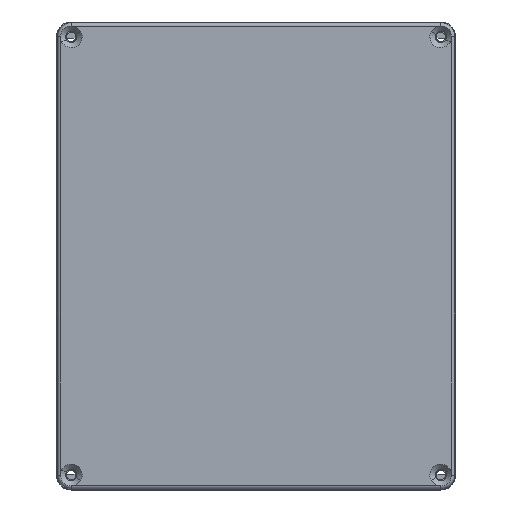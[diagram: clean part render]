
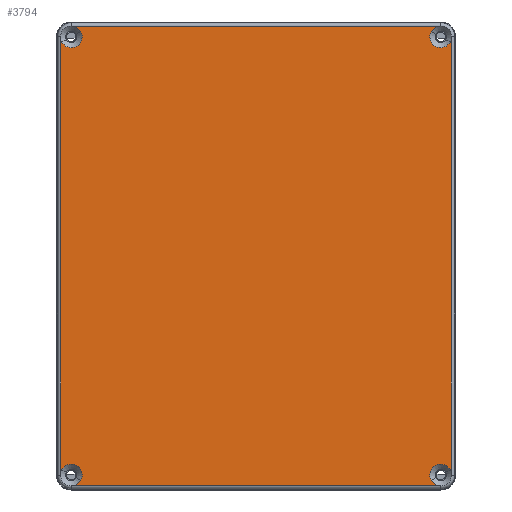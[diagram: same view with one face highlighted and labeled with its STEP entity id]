
A CAD part, top view. The second image highlights one B-rep face of the part: STEP entity #3794.
In plain terms, the highlighted planar face has unit normal (0, 0, 1).
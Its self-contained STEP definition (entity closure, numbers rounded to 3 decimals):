
#674=CARTESIAN_POINT('',(-98.285,123.645,116.875));
#680=CARTESIAN_POINT('',(98.285,123.645,116.875));
#687=DIRECTION('',(1.,0.,0.));
#688=VECTOR('',#687,196.569);
#689=CARTESIAN_POINT('',(-98.285,123.645,116.875));
#690=LINE('',#689,#688);
#709=CARTESIAN_POINT('',(-99.4,117.901,116.875));
#710=DIRECTION('',(0.,0.,1.));
#711=DIRECTION('',(0.878,0.479,0.));
#712=AXIS2_PLACEMENT_3D('',#709,#710,#711);
#714=CARTESIAN_POINT('',(99.4,117.901,116.875));
#715=DIRECTION('',(0.,0.,1.));
#716=DIRECTION('',(-0.191,0.982,0.));
#717=AXIS2_PLACEMENT_3D('',#714,#715,#716);
#719=CARTESIAN_POINT('',(99.4,117.901,116.875));
#720=DIRECTION('',(0.,0.,1.));
#721=DIRECTION('',(-0.878,0.479,0.));
#722=AXIS2_PLACEMENT_3D('',#719,#720,#721);
#724=CARTESIAN_POINT('',(99.4,117.901,116.875));
#725=DIRECTION('',(0.,0.,1.));
#726=DIRECTION('',(0.878,-0.479,0.));
#727=AXIS2_PLACEMENT_3D('',#724,#725,#726);
#729=CARTESIAN_POINT('',(99.4,-117.901,116.875));
#730=DIRECTION('',(0.,0.,1.));
#731=DIRECTION('',(0.982,0.189,0.));
#732=AXIS2_PLACEMENT_3D('',#729,#730,#731);
#734=CARTESIAN_POINT('',(99.4,-117.901,116.875));
#735=DIRECTION('',(0.,0.,1.));
#736=DIRECTION('',(0.878,0.479,0.));
#737=AXIS2_PLACEMENT_3D('',#734,#735,#736);
#739=CARTESIAN_POINT('',(99.4,-117.901,116.875));
#740=DIRECTION('',(0.,0.,1.));
#741=DIRECTION('',(-0.878,-0.479,0.));
#742=AXIS2_PLACEMENT_3D('',#739,#740,#741);
#744=CARTESIAN_POINT('',(-99.4,-117.901,116.875));
#745=DIRECTION('',(0.,0.,1.));
#746=DIRECTION('',(0.191,-0.982,0.));
#747=AXIS2_PLACEMENT_3D('',#744,#745,#746);
#749=CARTESIAN_POINT('',(-99.4,-117.901,116.875));
#750=DIRECTION('',(0.,0.,1.));
#751=DIRECTION('',(0.878,-0.479,0.));
#752=AXIS2_PLACEMENT_3D('',#749,#750,#751);
#754=CARTESIAN_POINT('',(-99.4,-117.901,116.875));
#755=DIRECTION('',(0.,0.,1.));
#756=DIRECTION('',(-0.878,0.479,0.));
#757=AXIS2_PLACEMENT_3D('',#754,#755,#756);
#759=CARTESIAN_POINT('',(-99.4,117.901,116.875));
#760=DIRECTION('',(0.,0.,1.));
#761=DIRECTION('',(-0.982,-0.189,0.));
#762=AXIS2_PLACEMENT_3D('',#759,#760,#761);
#764=CARTESIAN_POINT('',(-99.4,117.901,116.875));
#765=DIRECTION('',(0.,0.,1.));
#766=DIRECTION('',(-0.878,-0.479,0.));
#767=AXIS2_PLACEMENT_3D('',#764,#765,#766);
#851=CARTESIAN_POINT('',(105.145,-116.793,116.875));
#858=DIRECTION('',(0.,-1.,0.));
#859=VECTOR('',#858,233.586);
#860=CARTESIAN_POINT('',(105.145,116.793,116.875));
#861=LINE('',#860,#859);
#867=CARTESIAN_POINT('',(105.145,116.793,116.875));
#955=CARTESIAN_POINT('',(-98.285,-123.645,116.875));
#962=DIRECTION('',(-1.,0.,0.));
#963=VECTOR('',#962,196.569);
#964=CARTESIAN_POINT('',(98.285,-123.645,116.875));
#965=LINE('',#964,#963);
#971=CARTESIAN_POINT('',(98.285,-123.645,116.875));
#1059=CARTESIAN_POINT('',(-105.145,116.793,116.875));
#1066=DIRECTION('',(0.,1.,0.));
#1067=VECTOR('',#1066,233.586);
#1068=CARTESIAN_POINT('',(-105.145,-116.793,
116.875));
#1069=LINE('',#1068,#1067);
#1075=CARTESIAN_POINT('',(-105.145,-116.793,
116.875));
#2730=VERTEX_POINT('',#674);
#2731=VERTEX_POINT('',#1059);
#2733=CARTESIAN_POINT('',(-104.535,115.096,116.875));
#2734=CARTESIAN_POINT('',(-94.265,120.707,116.875));
#2735=VERTEX_POINT('',#2733);
#2736=VERTEX_POINT('',#2734);
#2737=VERTEX_POINT('',#955);
#2741=VERTEX_POINT('',#1075);
#2742=CARTESIAN_POINT('',(-94.265,-120.707,
116.875));
#2743=CARTESIAN_POINT('',(-104.535,-115.096,
116.875));
#2744=VERTEX_POINT('',#2742);
#2745=VERTEX_POINT('',#2743);
#2746=VERTEX_POINT('',#851);
#2750=VERTEX_POINT('',#971);
#2751=CARTESIAN_POINT('',(104.535,-115.096,116.875));
#2752=VERTEX_POINT('',#2751);
#2753=CARTESIAN_POINT('',(94.265,-120.707,116.875));
#2754=VERTEX_POINT('',#2753);
#2755=VERTEX_POINT('',#680);
#2759=VERTEX_POINT('',#867);
#2760=CARTESIAN_POINT('',(94.265,120.707,116.875));
#2761=CARTESIAN_POINT('',(104.535,115.096,116.875));
#2762=VERTEX_POINT('',#2760);
#2763=VERTEX_POINT('',#2761);
#3759=CARTESIAN_POINT('',(0.,0.,
116.875));
#3760=DIRECTION('',(0.,0.,-1.));
#3761=DIRECTION('',(0.,-1.,0.));
#3762=AXIS2_PLACEMENT_3D('',#3759,#3760,#3761);
#3763=PLANE('',#3762);
#3764=ORIENTED_EDGE('',*,*,#3736,.T.);
#3765=ORIENTED_EDGE('',*,*,#3717,.T.);
#3767=ORIENTED_EDGE('',*,*,#3766,.T.);
#3769=ORIENTED_EDGE('',*,*,#3768,.T.);
#3771=ORIENTED_EDGE('',*,*,#3770,.T.);
#3773=ORIENTED_EDGE('',*,*,#3772,.T.);
#3775=ORIENTED_EDGE('',*,*,#3774,.T.);
#3777=ORIENTED_EDGE('',*,*,#3776,.T.);
#3779=ORIENTED_EDGE('',*,*,#3778,.T.);
#3781=ORIENTED_EDGE('',*,*,#3780,.T.);
#3783=ORIENTED_EDGE('',*,*,#3782,.T.);
#3785=ORIENTED_EDGE('',*,*,#3784,.T.);
#3787=ORIENTED_EDGE('',*,*,#3786,.T.);
#3789=ORIENTED_EDGE('',*,*,#3788,.T.);
#3790=ORIENTED_EDGE('',*,*,#3729,.T.);
#3791=ORIENTED_EDGE('',*,*,#3751,.T.);
#3792=EDGE_LOOP('',(#3764,#3765,#3767,#3769,#3771,#3773,#3775,#3777,#3779,#3781,
#3783,#3785,#3787,#3789,#3790,#3791));
#3793=FACE_OUTER_BOUND('',#3792,.F.);
#3794=ADVANCED_FACE('',(#3793),#3763,.F.);
#713=CIRCLE('',#712,5.851);
#718=CIRCLE('',#717,5.851);
#723=CIRCLE('',#722,5.851);
#728=CIRCLE('',#727,5.851);
#733=CIRCLE('',#732,5.851);
#738=CIRCLE('',#737,5.851);
#743=CIRCLE('',#742,5.851);
#748=CIRCLE('',#747,5.851);
#753=CIRCLE('',#752,5.851);
#758=CIRCLE('',#757,5.851);
#763=CIRCLE('',#762,5.851);
#768=CIRCLE('',#767,5.851);
#3717=EDGE_CURVE('',#2730,#2755,#690,.T.);
#3729=EDGE_CURVE('',#2731,#2735,#763,.T.);
#3736=EDGE_CURVE('',#2736,#2730,#713,.T.);
#3751=EDGE_CURVE('',#2735,#2736,#768,.T.);
#3766=EDGE_CURVE('',#2755,#2762,#718,.T.);
#3768=EDGE_CURVE('',#2762,#2763,#723,.T.);
#3770=EDGE_CURVE('',#2763,#2759,#728,.T.);
#3772=EDGE_CURVE('',#2759,#2746,#861,.T.);
#3774=EDGE_CURVE('',#2746,#2752,#733,.T.);
#3776=EDGE_CURVE('',#2752,#2754,#738,.T.);
#3778=EDGE_CURVE('',#2754,#2750,#743,.T.);
#3780=EDGE_CURVE('',#2750,#2737,#965,.T.);
#3782=EDGE_CURVE('',#2737,#2744,#748,.T.);
#3784=EDGE_CURVE('',#2744,#2745,#753,.T.);
#3786=EDGE_CURVE('',#2745,#2741,#758,.T.);
#3788=EDGE_CURVE('',#2741,#2731,#1069,.T.);
